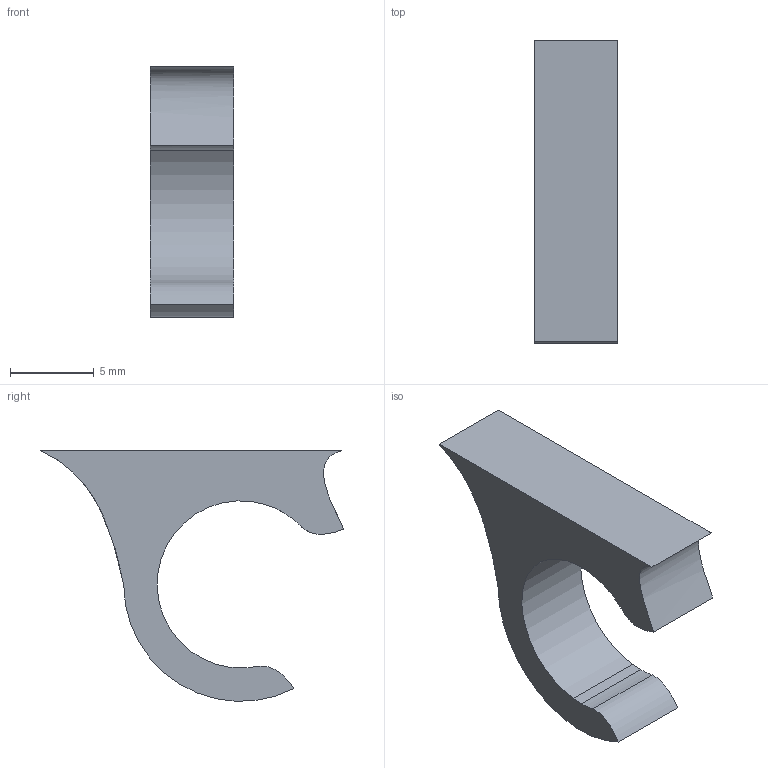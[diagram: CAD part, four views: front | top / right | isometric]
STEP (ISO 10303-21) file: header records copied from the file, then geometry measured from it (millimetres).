
FILE_DESCRIPTION(/* description */ (''),/* implementation_level */ '2;1');
FILE_NAME(/* name */ 'clamp.step',/* time_stamp */ '2025-06-17T19:25:26+12:00',/* author */ (''),/* organization */ (''),/* preprocessor_version */ 'ST-DEVELOPER v20.1',/* originating_system */ 'Autodesk Translation Framework v14.10.0.0',/* authorisation */ '');
FILE_SCHEMA (('AUTOMOTIVE_DESIGN { 1 0 10303 214 3 1 1 }'));
Length unit declared in the file: millimetre
Products named in the file (1): Clamp
Bounding box: 5 x 18.17 x 14.99 mm (x, y, z)
Volume: 469.5 mm3; surface area: 556.7 mm2
Topology: 1 solids, 1 shells, 15 faces, 39 edges, 26 vertices
Faces by surface type: bspline 7, cylinder 5, plane 3
Entity records: 721 total; most frequent: CARTESIAN_POINT 376, ORIENTED_EDGE 78, DIRECTION 53, EDGE_CURVE 39, VERTEX_POINT 26, AXIS2_PLACEMENT_3D 19, FACE_OUTER_BOUND 15, EDGE_LOOP 15
